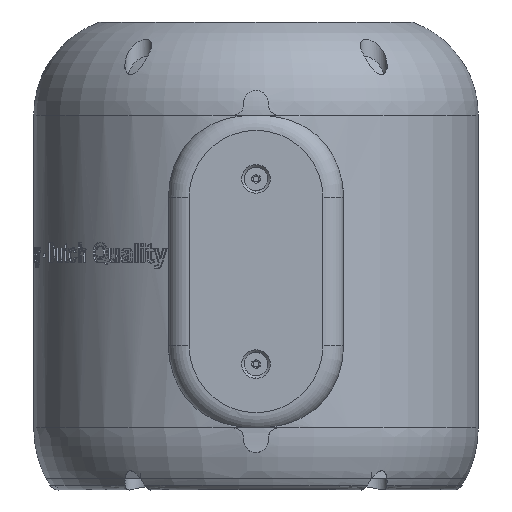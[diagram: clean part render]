
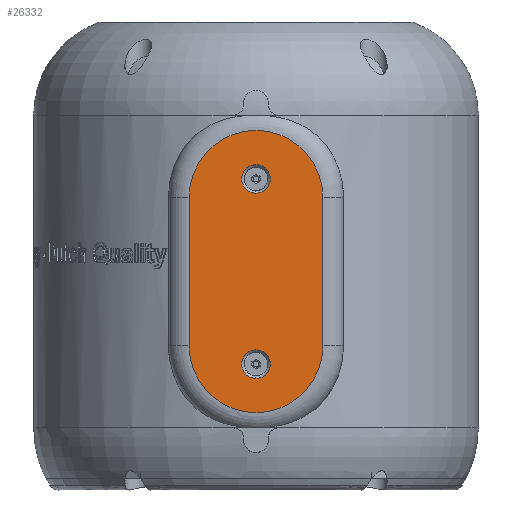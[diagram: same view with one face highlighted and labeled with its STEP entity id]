
A CAD part, front view. The second image highlights one B-rep face of the part: STEP entity #26332.
In plain terms, the highlighted planar face has unit normal (0, -1, 0).
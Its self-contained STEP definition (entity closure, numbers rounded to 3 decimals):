
#3069 = DIRECTION ( 'NONE',  ( 0., 0., -1. ) ) ;
#5083 = EDGE_CURVE ( 'NONE', #75353, #35142, #44252, .T. ) ;
#7790 = EDGE_CURVE ( 'NONE', #35142, #75353, #8279, .T. ) ;
#8048 = EDGE_CURVE ( 'NONE', #25121, #44801, #67042, .T. ) ;
#8279 = CIRCLE ( 'NONE', #51934, 3.47 ) ;
#8613 = CARTESIAN_POINT ( 'NONE',  ( 70.789, 38.042, 152.501 ) ) ;
#9693 = DIRECTION ( 'NONE',  ( 0., 0., -1. ) ) ;
#10469 = CARTESIAN_POINT ( 'NONE',  ( 103.289, 38.042, 116.411 ) ) ;
#11320 = CIRCLE ( 'NONE', #59168, 16.25 ) ;
#12773 = DIRECTION ( 'NONE',  ( 1., 0., 0. ) ) ;
#13615 = CARTESIAN_POINT ( 'NONE',  ( 103.289, 38.042, 134.456 ) ) ;
#14303 = AXIS2_PLACEMENT_3D ( 'NONE', #23780, #68267, #9693 ) ;
#19058 = DIRECTION ( 'NONE',  ( 0., 0., -1. ) ) ;
#19556 = ORIENTED_EDGE ( 'NONE', *, *, #71284, .T. ) ;
#22554 = AXIS2_PLACEMENT_3D ( 'NONE', #64859, #43925, #19058 ) ;
#22707 = LINE ( 'NONE', #28333, #33375 ) ;
#22862 = CARTESIAN_POINT ( 'NONE',  ( 87.039, 38.042, 108.486 ) ) ;
#23780 = CARTESIAN_POINT ( 'NONE',  ( 87.039, 38.042, 156.956 ) ) ;
#24468 = ORIENTED_EDGE ( 'NONE', *, *, #82120, .F. ) ;
#24826 = FACE_BOUND ( 'NONE', #40115, .T. ) ;
#25121 = VERTEX_POINT ( 'NONE', #67513 ) ;
#26332 = ADVANCED_FACE ( 'NONE', ( #64599, #24826, #65035 ), #50502, .T. ) ;
#26677 = DIRECTION ( 'NONE',  ( 0., 0., -1. ) ) ;
#26903 = DIRECTION ( 'NONE',  ( 0., 0., 1. ) ) ;
#28333 = CARTESIAN_POINT ( 'NONE',  ( 70.789, 38.042, 134.456 ) ) ;
#30930 = ORIENTED_EDGE ( 'NONE', *, *, #74350, .F. ) ;
#32304 = CARTESIAN_POINT ( 'NONE',  ( 70.789, 38.042, 116.411 ) ) ;
#32713 = EDGE_CURVE ( 'NONE', #44801, #54178, #22707, .T. ) ;
#33210 = DIRECTION ( 'NONE',  ( 0., -1., 0. ) ) ;
#33375 = VECTOR ( 'NONE', #3069, 1000. ) ;
#34648 = EDGE_CURVE ( 'NONE', #67154, #25121, #72617, .T. ) ;
#35142 = VERTEX_POINT ( 'NONE', #69878 ) ;
#35660 = ORIENTED_EDGE ( 'NONE', *, *, #7790, .F. ) ;
#38786 = DIRECTION ( 'NONE',  ( 1., 0., 0. ) ) ;
#39757 = DIRECTION ( 'NONE',  ( 0., -1., 0. ) ) ;
#40115 = EDGE_LOOP ( 'NONE', ( #24468, #30930 ) ) ;
#40186 = AXIS2_PLACEMENT_3D ( 'NONE', #46627, #53456, #47462 ) ;
#40894 = VERTEX_POINT ( 'NONE', #70012 ) ;
#43925 = DIRECTION ( 'NONE',  ( 0., -1., 0. ) ) ;
#44252 = CIRCLE ( 'NONE', #55126, 3.47 ) ;
#44801 = VERTEX_POINT ( 'NONE', #8613 ) ;
#46627 = CARTESIAN_POINT ( 'NONE',  ( 87.039, 38.042, 134.456 ) ) ;
#47462 = DIRECTION ( 'NONE',  ( 1., 0., 0. ) ) ;
#50502 = PLANE ( 'NONE',  #40186 ) ;
#51758 = EDGE_LOOP ( 'NONE', ( #54667, #35660 ) ) ;
#51934 = AXIS2_PLACEMENT_3D ( 'NONE', #71957, #60881, #26677 ) ;
#52049 = AXIS2_PLACEMENT_3D ( 'NONE', #71326, #39757, #12773 ) ;
#53456 = DIRECTION ( 'NONE',  ( 0., -1., 0. ) ) ;
#54178 = VERTEX_POINT ( 'NONE', #32304 ) ;
#54667 = ORIENTED_EDGE ( 'NONE', *, *, #5083, .F. ) ;
#55126 = AXIS2_PLACEMENT_3D ( 'NONE', #68668, #83971, #83541 ) ;
#59168 = AXIS2_PLACEMENT_3D ( 'NONE', #79216, #33210, #38786 ) ;
#59474 = CIRCLE ( 'NONE', #22554, 3.47 ) ;
#60881 = DIRECTION ( 'NONE',  ( 0., -1., 0. ) ) ;
#64599 = FACE_BOUND ( 'NONE', #51758, .T. ) ;
#64859 = CARTESIAN_POINT ( 'NONE',  ( 87.039, 38.042, 156.956 ) ) ;
#65035 = FACE_OUTER_BOUND ( 'NONE', #65384, .T. ) ;
#65384 = EDGE_LOOP ( 'NONE', ( #67271, #19556, #72428, #83287 ) ) ;
#67042 = CIRCLE ( 'NONE', #52049, 16.25 ) ;
#67154 = VERTEX_POINT ( 'NONE', #10469 ) ;
#67271 = ORIENTED_EDGE ( 'NONE', *, *, #32713, .T. ) ;
#67275 = CARTESIAN_POINT ( 'NONE',  ( 87.039, 38.042, 153.486 ) ) ;
#67443 = VERTEX_POINT ( 'NONE', #67275 ) ;
#67513 = CARTESIAN_POINT ( 'NONE',  ( 103.289, 38.042, 152.501 ) ) ;
#67581 = CIRCLE ( 'NONE', #14303, 3.47 ) ;
#68267 = DIRECTION ( 'NONE',  ( 0., -1., 0. ) ) ;
#68668 = CARTESIAN_POINT ( 'NONE',  ( 87.039, 38.042, 111.956 ) ) ;
#69878 = CARTESIAN_POINT ( 'NONE',  ( 87.039, 38.042, 115.426 ) ) ;
#70012 = CARTESIAN_POINT ( 'NONE',  ( 87.039, 38.042, 160.426 ) ) ;
#71284 = EDGE_CURVE ( 'NONE', #54178, #67154, #11320, .T. ) ;
#71326 = CARTESIAN_POINT ( 'NONE',  ( 87.039, 38.042, 152.501 ) ) ;
#71635 = VECTOR ( 'NONE', #26903, 1000. ) ;
#71957 = CARTESIAN_POINT ( 'NONE',  ( 87.039, 38.042, 111.956 ) ) ;
#72428 = ORIENTED_EDGE ( 'NONE', *, *, #34648, .T. ) ;
#72617 = LINE ( 'NONE', #13615, #71635 ) ;
#74350 = EDGE_CURVE ( 'NONE', #40894, #67443, #59474, .T. ) ;
#75353 = VERTEX_POINT ( 'NONE', #22862 ) ;
#79216 = CARTESIAN_POINT ( 'NONE',  ( 87.039, 38.042, 116.411 ) ) ;
#82120 = EDGE_CURVE ( 'NONE', #67443, #40894, #67581, .T. ) ;
#83287 = ORIENTED_EDGE ( 'NONE', *, *, #8048, .T. ) ;
#83541 = DIRECTION ( 'NONE',  ( 0., 0., -1. ) ) ;
#83971 = DIRECTION ( 'NONE',  ( 0., -1., 0. ) ) ;
